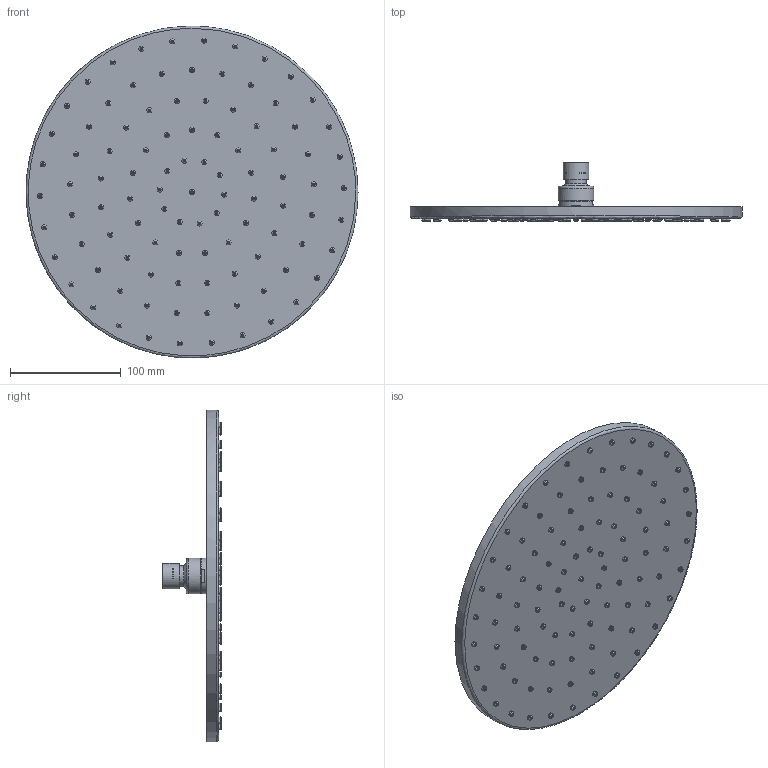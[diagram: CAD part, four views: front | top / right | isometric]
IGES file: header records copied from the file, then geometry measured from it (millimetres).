
Global section: file name: V189-W; native system: Autodesk Inventor 2018; preprocessor: unknown; author: adaniels; date: 20190708.093512; units: millimetre
Bounding box: 300 x 53 x 299.84 mm (x, y, z)
Volume: 763159.2 mm3; surface area: 163426.3 mm2
Topology: 3 solids, 7 shells, 773 faces, 1731 edges, 1200 vertices
Faces by surface type: bspline 773
